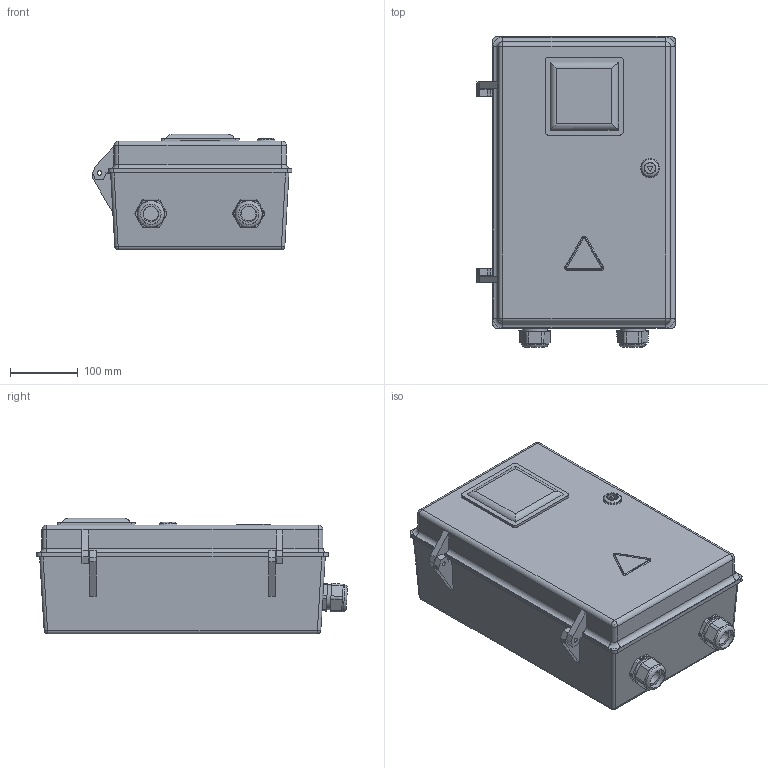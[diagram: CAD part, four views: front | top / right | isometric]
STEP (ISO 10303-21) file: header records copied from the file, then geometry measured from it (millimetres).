
FILE_DESCRIPTION (( 'STEP AP203' ), '1' );
FILE_NAME ('MKP50-N-01-54 Êîðïóñ ïîëèýñòåðíûé ó÷åòíûé ÙÓ 1_1 ÓÕË1 IP54.STEP', '2016-10-31T06:38:22', ( '' ), ( '' ), 'SwSTEP 2.0', 'SolidWorks 2014', '' );
FILE_SCHEMA (( 'CONFIG_CONTROL_DESIGN' ));
Length unit declared in the file: millimetre
Products named in the file (9): Nut PG29; MKP50-N-01-54 glass; MKP50-N-01-54 Door; door lock; MKP50-N-01-54 glass1; MKP50-N-01-54 Êîðïóñ ïîëèýñòåðíûé ó÷åòíûé ÙÓ 1_1 ÓÕË1 IP54; MKP50-N-01-54 Base; PG29
Assembly tree (10 placements, depth 3):
  MKP50-N-01-54 Êîðïóñ ïîëèýñòåðíûé ó÷åòíûé ÙÓ 1_1 ÓÕË1 IP54
    MKP50-N-01-54 Base
    PG29  x2
    Nut PG29  x2
    MKP50-N-01-54 glass
    MKP50-N-01-54 Door
      MKP50-N-01-54 Door
      door lock
    MKP50-N-01-54 glass1
Bounding box: 294.11 x 458.15 x 170 mm (x, y, z)
Volume: 2702520.9 mm3; surface area: 1303164.4 mm2
Topology: 10 solids, 10 shells, 618 faces, 1558 edges, 1011 vertices
Faces by surface type: plane 421, cylinder 157, cone 17, torus 11, sphere 8, bspline 4
Full cylindrical faces by diameter (mm): 4.5 x4, 6 x7, 6.5 x6, 16 x1, 18 x4, 19 x4, 25 x1, 30 x4, 35 x2, 36 x2, 37 x2, 38 x2
Entity records: 16085 total; most frequent: CARTESIAN_POINT 2769, DIRECTION 2539, ORIENTED_EDGE 2474, EDGE_CURVE 1237, LINE 923, VECTOR 923, VERTEX_POINT 826, AXIS2_PLACEMENT_3D 808
